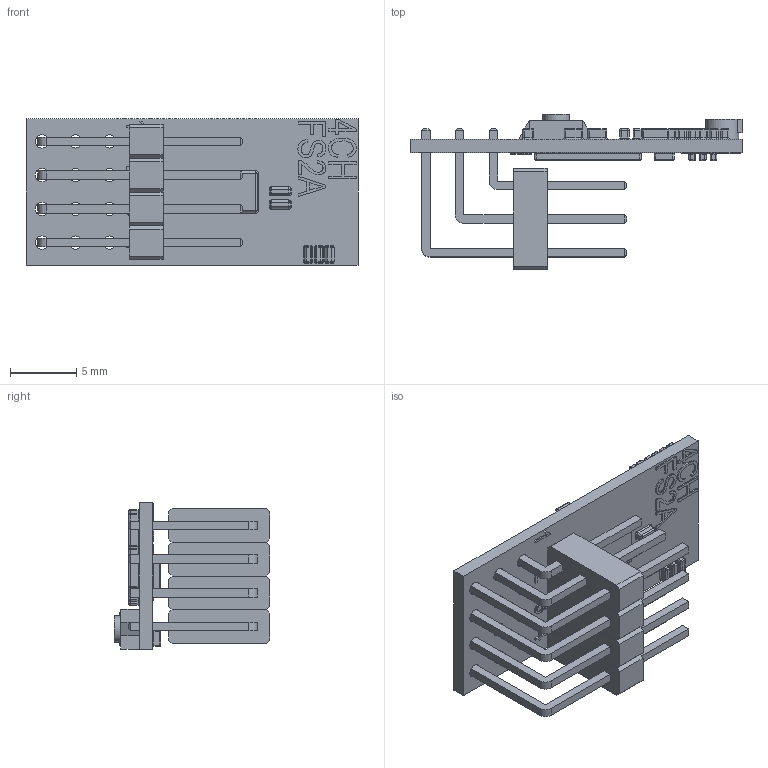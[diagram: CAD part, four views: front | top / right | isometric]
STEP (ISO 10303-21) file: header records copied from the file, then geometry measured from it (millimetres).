
FILE_DESCRIPTION(/* description */ (''),/* implementation_level */ '2;1');
FILE_NAME(/* name */ '9a6dd205-215b-4ace-9188-56a64ce8da12.stp',/* time_stamp */ '2023-04-18T23:04:35Z',/* author */ (''),/* organization */ (''),/* preprocessor_version */ 'ST-DEVELOPER v19.2',/* originating_system */ 'Autodesk Translation Framework v12.4.0.73',/* authorisation */ '');
FILE_SCHEMA (('AUTOMOTIVE_DESIGN { 1 0 10303 214 3 1 1 }'));
Length unit declared in the file: millimetre
Products named in the file (2): FS2A Receiver Just 'Cuz Robotics; PinHeader_3x04_P2.54mm_Horizontal
Assembly tree (1 placements, depth 2):
  FS2A Receiver Just 'Cuz Robotics
    PinHeader_3x04_P2.54mm_Horizontal
Bounding box: 25 x 11.72 x 11 mm (x, y, z)
Volume: 624.4 mm3; surface area: 1787.9 mm2
Topology: 17 solids, 17 shells, 1001 faces, 2369 edges, 1350 vertices
Faces by surface type: plane 505, cylinder 273, sphere 84, torus 84, bspline 55
Full cylindrical faces by diameter (mm): 1 x12, 2 x1, 2.5 x1
Entity records: 31824 total; most frequent: CARTESIAN_POINT 8192, DIRECTION 4709, ORIENTED_EDGE 4570, EDGE_CURVE 2285, AXIS2_PLACEMENT_3D 1591, LINE 1527, VECTOR 1527, VERTEX_POINT 1350
